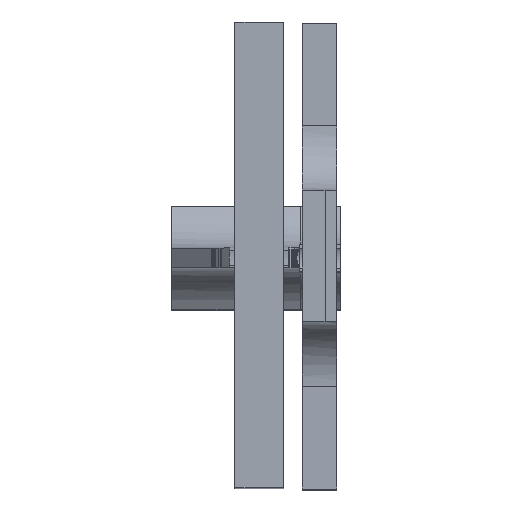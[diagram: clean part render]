
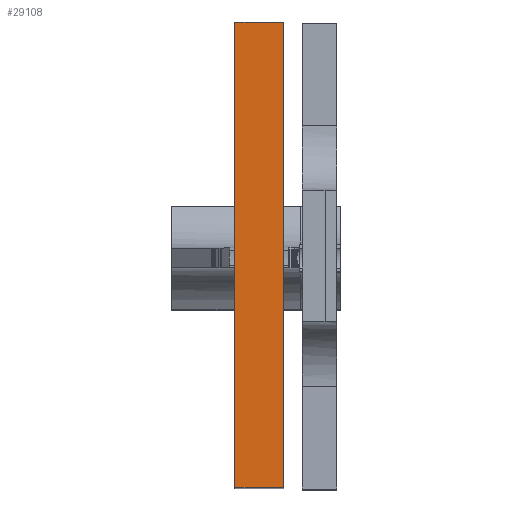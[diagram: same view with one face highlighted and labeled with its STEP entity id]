
A CAD part, top view. The second image highlights one B-rep face of the part: STEP entity #29108.
In plain terms, the highlighted free-form (B-spline) face has degree [1, 1] with [2, 2] control points.
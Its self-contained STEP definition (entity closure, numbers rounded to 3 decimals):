
#22673 = VERTEX_POINT('',#22674);
#22674 = CARTESIAN_POINT('',(8.688,-13.323,
    103.559));
#22679 = EDGE_CURVE('',#22680,#22673,#22682,.T.);
#22680 = VERTEX_POINT('',#22681);
#22681 = CARTESIAN_POINT('',(8.688,21.831,
    103.559));
#22682 = B_SPLINE_CURVE_WITH_KNOTS('',1,(#22683,#22684),.UNSPECIFIED.,
  .F.,.F.,(2,2),(0.,28.6),.PIECEWISE_BEZIER_KNOTS.);
#22683 = CARTESIAN_POINT('',(8.688,21.831,
    103.559));
#22684 = CARTESIAN_POINT('',(8.688,-13.323,
    103.559));
#26082 = VERTEX_POINT('',#26083);
#26083 = CARTESIAN_POINT('',(5.001,-13.323,
    103.559));
#26088 = EDGE_CURVE('',#26089,#26082,#26091,.T.);
#26089 = VERTEX_POINT('',#26090);
#26090 = CARTESIAN_POINT('',(5.001,21.831,
    103.559));
#26091 = B_SPLINE_CURVE_WITH_KNOTS('',1,(#26092,#26093),.UNSPECIFIED.,
  .F.,.F.,(2,2),(0.,28.6),.PIECEWISE_BEZIER_KNOTS.);
#26092 = CARTESIAN_POINT('',(5.001,21.831,
    103.559));
#26093 = CARTESIAN_POINT('',(5.001,-13.323,
    103.559));
#29108 = ADVANCED_FACE('',(#29109),#29123,.F.);
#29109 = FACE_BOUND('',#29110,.T.);
#29110 = EDGE_LOOP('',(#29111,#29112,#29117,#29118));
#29111 = ORIENTED_EDGE('',*,*,#26088,.T.);
#29112 = ORIENTED_EDGE('',*,*,#29113,.F.);
#29113 = EDGE_CURVE('',#22673,#26082,#29114,.T.);
#29114 = B_SPLINE_CURVE_WITH_KNOTS('',1,(#29115,#29116),.UNSPECIFIED.,
  .F.,.F.,(2,2),(0.,3.),.PIECEWISE_BEZIER_KNOTS.);
#29115 = CARTESIAN_POINT('',(8.688,-13.323,
    103.559));
#29116 = CARTESIAN_POINT('',(5.001,-13.323,
    103.559));
#29117 = ORIENTED_EDGE('',*,*,#22679,.F.);
#29118 = ORIENTED_EDGE('',*,*,#29119,.T.);
#29119 = EDGE_CURVE('',#22680,#26089,#29120,.T.);
#29120 = B_SPLINE_CURVE_WITH_KNOTS('',1,(#29121,#29122),.UNSPECIFIED.,
  .F.,.F.,(2,2),(0.,3.),.PIECEWISE_BEZIER_KNOTS.);
#29121 = CARTESIAN_POINT('',(8.688,21.831,
    103.559));
#29122 = CARTESIAN_POINT('',(5.001,21.831,
    103.559));
#29123 = B_SPLINE_SURFACE_WITH_KNOTS('',1,1,(
    (#29124,#29125)
    ,(#29126,#29127
    )),.UNSPECIFIED.,.F.,.F.,.F.,(2,2),(2,2),(-3.05,-0.05),(-17.3,11.3
    ),.PIECEWISE_BEZIER_KNOTS.);
#29124 = CARTESIAN_POINT('',(5.001,21.831,
    103.559));
#29125 = CARTESIAN_POINT('',(5.001,-13.323,
    103.559));
#29126 = CARTESIAN_POINT('',(8.688,21.831,
    103.559));
#29127 = CARTESIAN_POINT('',(8.688,-13.323,
    103.559));
